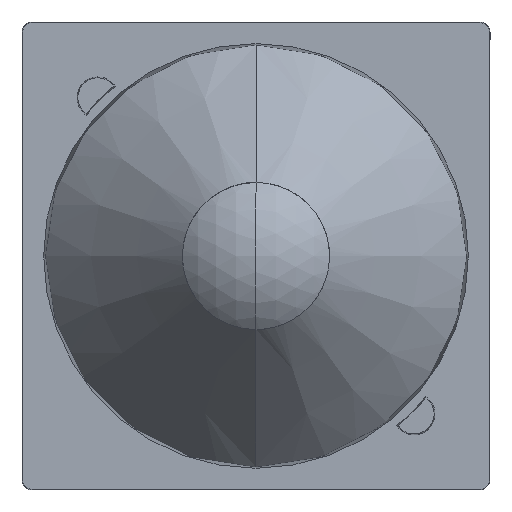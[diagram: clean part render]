
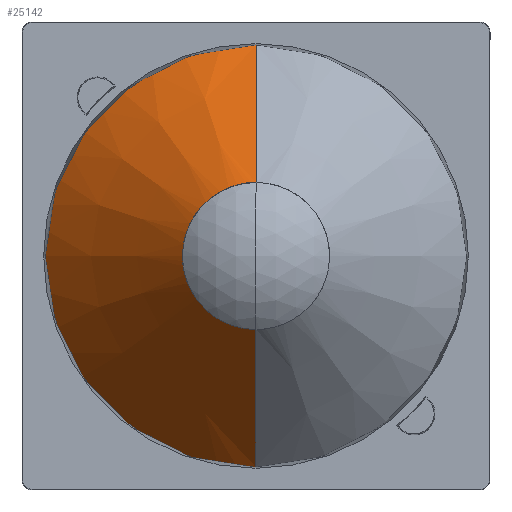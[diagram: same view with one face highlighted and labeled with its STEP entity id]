
A CAD part, top view. The second image highlights one B-rep face of the part: STEP entity #25142.
In plain terms, the highlighted conical face has half-angle 40.392 degrees and reference radius 3.536 mm.
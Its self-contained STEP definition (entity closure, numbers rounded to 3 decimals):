
#567 = B_SPLINE_CURVE_WITH_KNOTS ( 'NONE', 3,
 ( #3046, #18063, #25848, #30209, #3382, #18556, #25529, #598, #22773, #25698 ),
 .UNSPECIFIED., .F., .F.,
 ( 4, 2, 2, 2, 4 ),
 ( 0., 0.063, 0.125, 0.188, 0.25 ),
 .UNSPECIFIED. ) ;
#573 = VERTEX_POINT ( 'NONE', #14285 ) ;
#598 = CARTESIAN_POINT ( 'NONE',  ( -3.444, -0.926, -0.438 ) ) ;
#1637 = AXIS2_PLACEMENT_3D ( 'NONE', #2853, #12806, #20788 ) ;
#1784 = EDGE_LOOP ( 'NONE', ( #31179, #22416, #15793, #18867, #6974, #12952 ) ) ;
#1914 = CARTESIAN_POINT ( 'NONE',  ( -5.104, -8.855, -8.193 ) ) ;
#2105 = CARTESIAN_POINT ( 'NONE',  ( 0., -10.134, -8.193 ) ) ;
#2509 = VERTEX_POINT ( 'NONE', #2105 ) ;
#2853 = CARTESIAN_POINT ( 'NONE',  ( 0., 0., -0.438 ) ) ;
#3046 = CARTESIAN_POINT ( 'NONE',  ( 0., -3.536, -0.438 ) ) ;
#3100 = EDGE_CURVE ( 'NONE', #17925, #5923, #567, .T. ) ;
#3382 = CARTESIAN_POINT ( 'NONE',  ( -2.173, -2.828, -0.438 ) ) ;
#3426 = CARTESIAN_POINT ( 'NONE',  ( -3.09, 1.781, -0.438 ) ) ;
#3586 = CARTESIAN_POINT ( 'NONE',  ( -1.781, 3.09, -0.438 ) ) ;
#4759 = CARTESIAN_POINT ( 'NONE',  ( -8.104, 6.228, -8.193 ) ) ;
#5923 = VERTEX_POINT ( 'NONE', #13848 ) ;
#6416 = B_SPLINE_CURVE_WITH_KNOTS ( 'NONE', 3,
 ( #29637, #9494, #19609, #29347, #14398, #17484, #7072, #17149, #29488, #27391, #14552, #24464, #14878, #7375, #27068, #9967, #21881, #4759, #12414, #21727, #24634, #14712 ),
 .UNSPECIFIED., .F., .F.,
 ( 4, 2, 1, 1, 1, 1, 1, 1, 2, 2, 2, 2, 2, 4 ),
 ( 0.5, 0.5, 0.5, 0.501, 0.501, 0.502, 0.504, 0.508, 0.516, 0.531, 0.563, 0.625, 0.688, 0.75 ),
 .UNSPECIFIED. ) ;
#6974 = ORIENTED_EDGE ( 'NONE', *, *, #27580, .T. ) ;
#7072 = CARTESIAN_POINT ( 'NONE',  ( -0.073, 10.134, -8.193 ) ) ;
#7184 = EDGE_CURVE ( 'NONE', #17925, #2509, #7304, .T. ) ;
#7304 = LINE ( 'NONE', #22281, #9870 ) ;
#7375 = CARTESIAN_POINT ( 'NONE',  ( -2.628, 9.81, -8.193 ) ) ;
#7920 = CONICAL_SURFACE ( 'NONE', #1637, 3.536, 0.705 ) ;
#9065 = EDGE_CURVE ( 'NONE', #10376, #23966, #26056, .T. ) ;
#9494 = CARTESIAN_POINT ( 'NONE',  ( -0.001, 10.134, -8.193 ) ) ;
#9643 = VECTOR ( 'NONE', #16474, 1000. ) ;
#9738 = CARTESIAN_POINT ( 'NONE',  ( -1.327, -10.134, -8.193 ) ) ;
#9870 = VECTOR ( 'NONE', #10064, 1000. ) ;
#9967 = CARTESIAN_POINT ( 'NONE',  ( -5.104, 8.855, -8.193 ) ) ;
#10064 = DIRECTION ( 'NONE',  ( 0., -0.648, -0.762 ) ) ;
#10376 = VERTEX_POINT ( 'NONE', #21832 ) ;
#12414 = CARTESIAN_POINT ( 'NONE',  ( -8.855, 5.104, -8.193 ) ) ;
#12806 = DIRECTION ( 'NONE',  ( 0., 0., -1. ) ) ;
#12952 = ORIENTED_EDGE ( 'NONE', *, *, #29489, .T. ) ;
#13374 = CARTESIAN_POINT ( 'NONE',  ( -2.828, 2.173, -0.438 ) ) ;
#13848 = CARTESIAN_POINT ( 'NONE',  ( -3.536, 0., -0.438 ) ) ;
#14285 = CARTESIAN_POINT ( 'NONE',  ( -10.134, 0., -8.193 ) ) ;
#14398 = CARTESIAN_POINT ( 'NONE',  ( -0.018, 10.134, -8.193 ) ) ;
#14480 = CARTESIAN_POINT ( 'NONE',  ( -6.228, -8.104, -8.193 ) ) ;
#14552 = CARTESIAN_POINT ( 'NONE',  ( -0.828, 10.102, -8.193 ) ) ;
#14712 = CARTESIAN_POINT ( 'NONE',  ( -10.134, 0., -8.193 ) ) ;
#14878 = CARTESIAN_POINT ( 'NONE',  ( -1.652, 10.004, -8.193 ) ) ;
#15793 = ORIENTED_EDGE ( 'NONE', *, *, #17501, .T. ) ;
#15980 = CARTESIAN_POINT ( 'NONE',  ( -3.536, 0.463, -0.438 ) ) ;
#16051 = B_SPLINE_CURVE_WITH_KNOTS ( 'NONE', 3,
 ( #19695, #19366, #24398, #22125, #24556, #14480, #1914, #22282, #9738, #26845 ),
 .UNSPECIFIED., .F., .F.,
 ( 4, 2, 2, 2, 4 ),
 ( 0.75, 0.812, 0.875, 0.937, 1. ),
 .UNSPECIFIED. ) ;
#16474 = DIRECTION ( 'NONE',  ( 0., 0.648, -0.762 ) ) ;
#17149 = CARTESIAN_POINT ( 'NONE',  ( -0.145, 10.133, -8.193 ) ) ;
#17484 = CARTESIAN_POINT ( 'NONE',  ( -0.036, 10.134, -8.193 ) ) ;
#17501 = EDGE_CURVE ( 'NONE', #5923, #10376, #26081, .T. ) ;
#17925 = VERTEX_POINT ( 'NONE', #25852 ) ;
#18063 = CARTESIAN_POINT ( 'NONE',  ( -0.463, -3.536, -0.438 ) ) ;
#18556 = CARTESIAN_POINT ( 'NONE',  ( -2.828, -2.173, -0.438 ) ) ;
#18594 = CARTESIAN_POINT ( 'NONE',  ( -3.444, 0.925, -0.438 ) ) ;
#18867 = ORIENTED_EDGE ( 'NONE', *, *, #9065, .T. ) ;
#19366 = CARTESIAN_POINT ( 'NONE',  ( -10.134, -1.327, -8.193 ) ) ;
#19609 = CARTESIAN_POINT ( 'NONE',  ( -0.005, 10.134, -8.193 ) ) ;
#19695 = CARTESIAN_POINT ( 'NONE',  ( -10.134, 0., -8.193 ) ) ;
#20556 = CARTESIAN_POINT ( 'NONE',  ( -2.173, 2.828, -0.438 ) ) ;
#20706 = CARTESIAN_POINT ( 'NONE',  ( -0.463, 3.536, -0.438 ) ) ;
#20788 = DIRECTION ( 'NONE',  ( 0., 1., 0. ) ) ;
#21727 = CARTESIAN_POINT ( 'NONE',  ( -9.871, 2.653, -8.193 ) ) ;
#21832 = CARTESIAN_POINT ( 'NONE',  ( 0., 3.536, -0.438 ) ) ;
#21881 = CARTESIAN_POINT ( 'NONE',  ( -6.228, 8.104, -8.193 ) ) ;
#22125 = CARTESIAN_POINT ( 'NONE',  ( -8.855, -5.104, -8.193 ) ) ;
#22281 = CARTESIAN_POINT ( 'NONE',  ( 0., -3.536, -0.438 ) ) ;
#22282 = CARTESIAN_POINT ( 'NONE',  ( -2.653, -9.871, -8.193 ) ) ;
#22416 = ORIENTED_EDGE ( 'NONE', *, *, #3100, .T. ) ;
#22773 = CARTESIAN_POINT ( 'NONE',  ( -3.536, -0.463, -0.438 ) ) ;
#23629 = CARTESIAN_POINT ( 'NONE',  ( 0., 3.536, -0.438 ) ) ;
#23966 = VERTEX_POINT ( 'NONE', #28204 ) ;
#24398 = CARTESIAN_POINT ( 'NONE',  ( -9.871, -2.653, -8.193 ) ) ;
#24464 = CARTESIAN_POINT ( 'NONE',  ( -1.323, 10.053, -8.193 ) ) ;
#24556 = CARTESIAN_POINT ( 'NONE',  ( -8.104, -6.228, -8.193 ) ) ;
#24634 = CARTESIAN_POINT ( 'NONE',  ( -10.134, 1.326, -8.193 ) ) ;
#25142 = ADVANCED_FACE ( 'NONE', ( #25174 ), #7920, .T. ) ;
#25174 = FACE_OUTER_BOUND ( 'NONE', #1784, .T. ) ;
#25529 = CARTESIAN_POINT ( 'NONE',  ( -3.09, -1.781, -0.438 ) ) ;
#25698 = CARTESIAN_POINT ( 'NONE',  ( -3.536, 0., -0.438 ) ) ;
#25848 = CARTESIAN_POINT ( 'NONE',  ( -0.926, -3.444, -0.438 ) ) ;
#25852 = CARTESIAN_POINT ( 'NONE',  ( 0., -3.536, -0.438 ) ) ;
#25890 = CARTESIAN_POINT ( 'NONE',  ( -3.536, 0., -0.438 ) ) ;
#26056 = LINE ( 'NONE', #23629, #9643 ) ;
#26081 = B_SPLINE_CURVE_WITH_KNOTS ( 'NONE', 3,
 ( #25890, #15980, #18594, #3426, #13374, #20556, #3586, #30428, #20706, #30740 ),
 .UNSPECIFIED., .F., .F.,
 ( 4, 2, 2, 2, 4 ),
 ( 0.25, 0.313, 0.375, 0.438, 0.5 ),
 .UNSPECIFIED. ) ;
#26845 = CARTESIAN_POINT ( 'NONE',  ( 0., -10.134, -8.193 ) ) ;
#27068 = CARTESIAN_POINT ( 'NONE',  ( -3.265, 9.617, -8.193 ) ) ;
#27391 = CARTESIAN_POINT ( 'NONE',  ( -0.58, 10.12, -8.193 ) ) ;
#27580 = EDGE_CURVE ( 'NONE', #23966, #573, #6416, .T. ) ;
#28204 = CARTESIAN_POINT ( 'NONE',  ( 0., 10.134, -8.193 ) ) ;
#29347 = CARTESIAN_POINT ( 'NONE',  ( -0.01, 10.134, -8.193 ) ) ;
#29488 = CARTESIAN_POINT ( 'NONE',  ( -0.29, 10.131, -8.193 ) ) ;
#29489 = EDGE_CURVE ( 'NONE', #573, #2509, #16051, .T. ) ;
#29637 = CARTESIAN_POINT ( 'NONE',  ( 0., 10.134, -8.193 ) ) ;
#30209 = CARTESIAN_POINT ( 'NONE',  ( -1.781, -3.09, -0.438 ) ) ;
#30428 = CARTESIAN_POINT ( 'NONE',  ( -0.926, 3.444, -0.438 ) ) ;
#30740 = CARTESIAN_POINT ( 'NONE',  ( 0., 3.536, -0.438 ) ) ;
#31179 = ORIENTED_EDGE ( 'NONE', *, *, #7184, .F. ) ;
